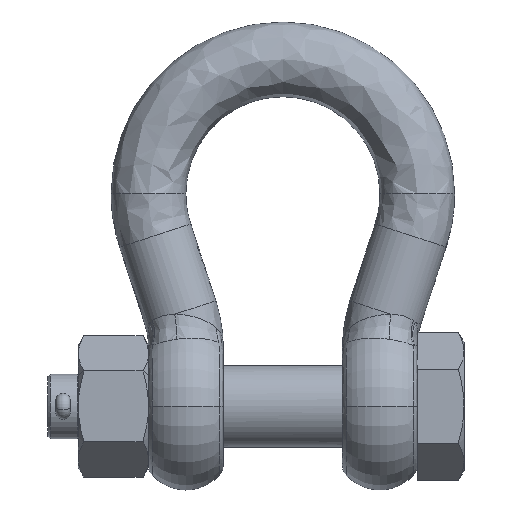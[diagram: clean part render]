
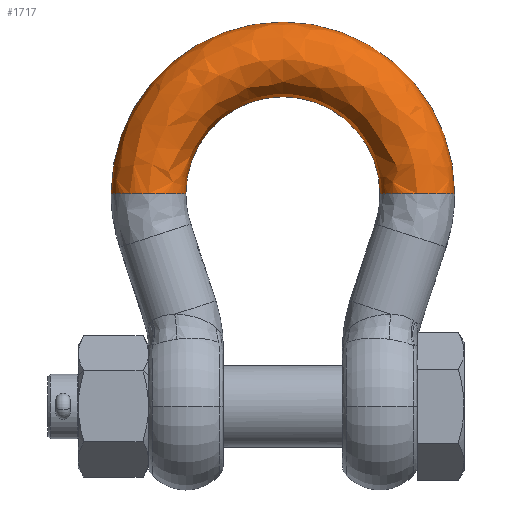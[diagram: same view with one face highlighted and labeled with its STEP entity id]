
A CAD part, top view. The second image highlights one B-rep face of the part: STEP entity #1717.
In plain terms, the highlighted free-form (B-spline) face has degree [3, 3] with [4, 4] control points.
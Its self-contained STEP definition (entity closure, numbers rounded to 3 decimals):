
#1471 = EDGE_CURVE ( 'NONE', #1472, #1473, #18225, .T. ) ;
#1472 = VERTEX_POINT ( 'NONE', #18233 ) ;
#1473 = VERTEX_POINT ( 'NONE', #18214 ) ;
#1717 = ADVANCED_FACE ( 'NONE', ( #19302 ), #19297, .F. ) ;
#1718 = EDGE_LOOP ( 'NONE', ( #1719, #1800, #1802, #1803 ) ) ;
#1719 = ORIENTED_EDGE ( 'NONE', *, *, #1720, .T. ) ;
#1720 = EDGE_CURVE ( 'NONE', #1798, #1799, #19296, .T. ) ;
#1798 = VERTEX_POINT ( 'NONE', #19509 ) ;
#1799 = VERTEX_POINT ( 'NONE', #19508 ) ;
#1800 = ORIENTED_EDGE ( 'NONE', *, *, #1801, .T. ) ;
#1801 = EDGE_CURVE ( 'NONE', #1799, #1473, #19503, .T. ) ;
#1802 = ORIENTED_EDGE ( 'NONE', *, *, #1471, .F. ) ;
#1803 = ORIENTED_EDGE ( 'NONE', *, *, #1804, .T. ) ;
#1804 = EDGE_CURVE ( 'NONE', #1472, #1798, #19496, .T. ) ;
#18214 = CARTESIAN_POINT ( 'NONE',  ( -73.5, 91., 0. ) ) ;
#18225 = CIRCLE ( 'NONE', #18285, 16. ) ;
#18233 = CARTESIAN_POINT ( 'NONE',  ( -41.5, 91., 0. ) ) ;
#18235 = DIRECTION ( 'NONE',  ( 0., -1., 0. ) ) ;
#18263 = CARTESIAN_POINT ( 'NONE',  ( -57.5, 91., 0. ) ) ;
#18277 = DIRECTION ( 'NONE',  ( 0., 0., -1. ) ) ;
#18285 = AXIS2_PLACEMENT_3D ( 'NONE', #18263, #18235, #18277 ) ;
#19258 = CARTESIAN_POINT ( 'NONE',  ( 73.5, 91., 0. ) ) ;
#19259 = CARTESIAN_POINT ( 'NONE',  ( 73.5, 238., 0. ) ) ;
#19260 = CARTESIAN_POINT ( 'NONE',  ( -73.5, 238., 0. ) ) ;
#19261 = CARTESIAN_POINT ( 'NONE',  ( -73.5, 91., 0. ) ) ;
#19263 = CARTESIAN_POINT ( 'NONE',  ( 73.5, 91., 32. ) ) ;
#19264 = CARTESIAN_POINT ( 'NONE',  ( 73.5, 238., 32. ) ) ;
#19265 = CARTESIAN_POINT ( 'NONE',  ( -73.5, 238., 32. ) ) ;
#19266 = CARTESIAN_POINT ( 'NONE',  ( -73.5, 91., 32. ) ) ;
#19268 = CARTESIAN_POINT ( 'NONE',  ( 41.5, 91., 32. ) ) ;
#19270 = CARTESIAN_POINT ( 'NONE',  ( 41.5, 174., 32. ) ) ;
#19271 = CARTESIAN_POINT ( 'NONE',  ( -41.5, 174., 32. ) ) ;
#19272 = CARTESIAN_POINT ( 'NONE',  ( -41.5, 91., 32. ) ) ;
#19277 = CARTESIAN_POINT ( 'NONE',  ( 41.5, 91., 0. ) ) ;
#19278 = CARTESIAN_POINT ( 'NONE',  ( 41.5, 174., 0. ) ) ;
#19279 = CARTESIAN_POINT ( 'NONE',  ( -41.5, 174., 0. ) ) ;
#19280 = CARTESIAN_POINT ( 'NONE',  ( -41.5, 91., 0. ) ) ;
#19281 = CARTESIAN_POINT ( 'NONE',  ( 57.5, 91., 0. ) ) ;
#19293 = DIRECTION ( 'NONE',  ( 0., 0., 1. ) ) ;
#19294 = DIRECTION ( 'NONE',  ( 0., 1., 0. ) ) ;
#19295 = AXIS2_PLACEMENT_3D ( 'NONE', #19281, #19294, #19293 ) ;
#19296 = CIRCLE ( 'NONE', #19295, 16. ) ;
#19297 =( BOUNDED_SURFACE ( )  B_SPLINE_SURFACE ( 3, 3, ( 
 ( #19280, #19279, #19278, #19277 ),
 ( #19272, #19271, #19270, #19268 ),
 ( #19266, #19265, #19264, #19263 ),
 ( #19261, #19260, #19259, #19258 ) ),
 .UNSPECIFIED., .F., .F., .F. ) 
 B_SPLINE_SURFACE_WITH_KNOTS ( ( 4, 4 ),
 ( 4, 4 ),
 ( 0., 1. ),
 ( 0., 1. ),
 .UNSPECIFIED. ) 
 GEOMETRIC_REPRESENTATION_ITEM ( )  RATIONAL_B_SPLINE_SURFACE ( (
 ( 1., 0.333, 0.333, 1.),
 ( 0.333, 0.111, 0.111, 0.333),
 ( 0.333, 0.111, 0.111, 0.333),
 ( 1., 0.333, 0.333, 1.) ) ) 
 REPRESENTATION_ITEM ( '' )  SURFACE ( )  );
#19302 = FACE_OUTER_BOUND ( 'NONE', #1718, .T. ) ;
#19489 = DIRECTION ( 'NONE',  ( -1., 0., 0. ) ) ;
#19491 = DIRECTION ( 'NONE',  ( 0., 0., -1. ) ) ;
#19492 = CARTESIAN_POINT ( 'NONE',  ( 0., 91., 0. ) ) ;
#19494 = AXIS2_PLACEMENT_3D ( 'NONE', #19492, #19491, #19489 ) ;
#19496 = CIRCLE ( 'NONE', #19494, 41.5 ) ;
#19499 = DIRECTION ( 'NONE',  ( -1., 0., 0. ) ) ;
#19500 = DIRECTION ( 'NONE',  ( 0., 0., 1. ) ) ;
#19501 = CARTESIAN_POINT ( 'NONE',  ( 0., 91., 0. ) ) ;
#19502 = AXIS2_PLACEMENT_3D ( 'NONE', #19501, #19500, #19499 ) ;
#19503 = CIRCLE ( 'NONE', #19502, 73.5 ) ;
#19508 = CARTESIAN_POINT ( 'NONE',  ( 73.5, 91., 0. ) ) ;
#19509 = CARTESIAN_POINT ( 'NONE',  ( 41.5, 91., 0. ) ) ;
